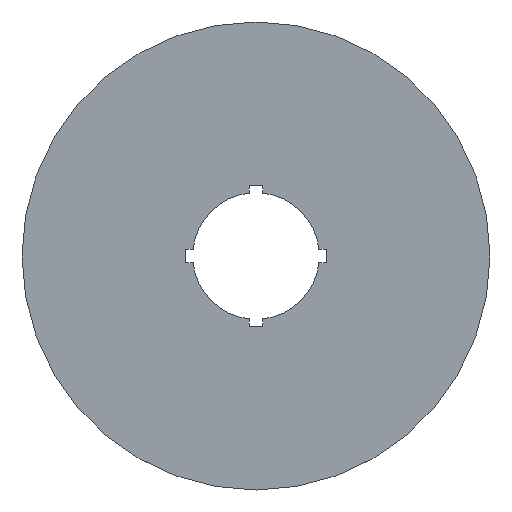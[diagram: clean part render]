
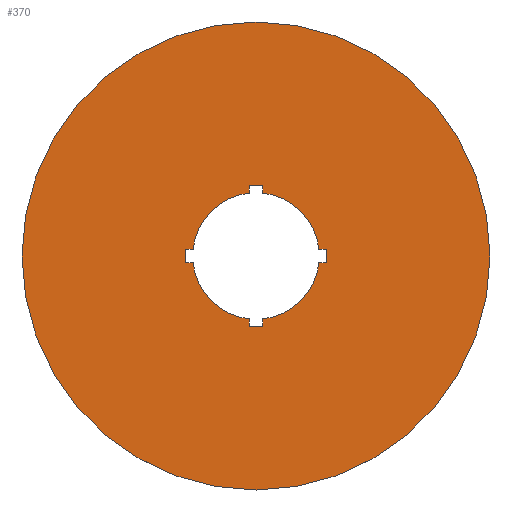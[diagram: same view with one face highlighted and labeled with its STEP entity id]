
A CAD part, top view. The second image highlights one B-rep face of the part: STEP entity #370.
In plain terms, the highlighted planar face has unit normal (0, 0, 1).
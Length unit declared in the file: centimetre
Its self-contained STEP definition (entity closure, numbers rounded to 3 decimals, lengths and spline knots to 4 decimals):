
#17=FACE_BOUND('',#73,.T.);
#19=CIRCLE('',#378,0.81);
#21=CIRCLE('',#384,0.81);
#23=CIRCLE('',#390,0.81);
#25=CIRCLE('',#396,0.81);
#26=CIRCLE('',#398,3.);
#51=FACE_OUTER_BOUND('',#72,.T.);
#72=EDGE_LOOP('',(#321));
#73=EDGE_LOOP('',(#322,#323,#324,#325,#326,#327,#328,#329,#330,#331,#332,
#333,#334,#335,#336,#337));
#76=LINE('',#510,#116);
#80=LINE('',#517,#120);
#83=LINE('',#523,#123);
#87=LINE('',#535,#127);
#90=LINE('',#541,#130);
#93=LINE('',#547,#133);
#97=LINE('',#559,#137);
#100=LINE('',#565,#140);
#103=LINE('',#571,#143);
#107=LINE('',#583,#147);
#110=LINE('',#589,#150);
#113=LINE('',#595,#153);
#116=VECTOR('',#408,0.0945);
#120=VECTOR('',#414,0.17);
#123=VECTOR('',#419,0.0945);
#127=VECTOR('',#431,0.0945);
#130=VECTOR('',#436,0.17);
#133=VECTOR('',#441,0.0945);
#137=VECTOR('',#453,0.0945);
#140=VECTOR('',#458,0.17);
#143=VECTOR('',#463,0.0945);
#147=VECTOR('',#475,0.0945);
#150=VECTOR('',#480,0.17);
#153=VECTOR('',#485,0.0945);
#156=VERTEX_POINT('',#507);
#157=VERTEX_POINT('',#509);
#159=VERTEX_POINT('',#515);
#161=VERTEX_POINT('',#521);
#163=VERTEX_POINT('',#527);
#165=VERTEX_POINT('',#533);
#167=VERTEX_POINT('',#539);
#169=VERTEX_POINT('',#545);
#171=VERTEX_POINT('',#551);
#173=VERTEX_POINT('',#557);
#175=VERTEX_POINT('',#563);
#177=VERTEX_POINT('',#569);
#179=VERTEX_POINT('',#575);
#181=VERTEX_POINT('',#581);
#183=VERTEX_POINT('',#587);
#185=VERTEX_POINT('',#593);
#186=VERTEX_POINT('',#600);
#190=EDGE_CURVE('',#157,#156,#76,.T.);
#194=EDGE_CURVE('',#156,#159,#80,.T.);
#197=EDGE_CURVE('',#159,#161,#83,.T.);
#200=EDGE_CURVE('',#161,#163,#19,.T.);
#203=EDGE_CURVE('',#163,#165,#87,.T.);
#206=EDGE_CURVE('',#165,#167,#90,.T.);
#209=EDGE_CURVE('',#167,#169,#93,.T.);
#212=EDGE_CURVE('',#169,#171,#21,.T.);
#215=EDGE_CURVE('',#171,#173,#97,.T.);
#218=EDGE_CURVE('',#173,#175,#100,.T.);
#221=EDGE_CURVE('',#175,#177,#103,.T.);
#224=EDGE_CURVE('',#177,#179,#23,.T.);
#227=EDGE_CURVE('',#179,#181,#107,.T.);
#230=EDGE_CURVE('',#181,#183,#110,.T.);
#233=EDGE_CURVE('',#183,#185,#113,.T.);
#235=EDGE_CURVE('',#185,#157,#25,.T.);
#236=EDGE_CURVE('',#186,#186,#26,.T.);
#321=ORIENTED_EDGE('',*,*,#236,.T.);
#322=ORIENTED_EDGE('',*,*,#190,.T.);
#323=ORIENTED_EDGE('',*,*,#194,.T.);
#324=ORIENTED_EDGE('',*,*,#197,.T.);
#325=ORIENTED_EDGE('',*,*,#200,.T.);
#326=ORIENTED_EDGE('',*,*,#203,.T.);
#327=ORIENTED_EDGE('',*,*,#206,.T.);
#328=ORIENTED_EDGE('',*,*,#209,.T.);
#329=ORIENTED_EDGE('',*,*,#212,.T.);
#330=ORIENTED_EDGE('',*,*,#215,.T.);
#331=ORIENTED_EDGE('',*,*,#218,.T.);
#332=ORIENTED_EDGE('',*,*,#221,.T.);
#333=ORIENTED_EDGE('',*,*,#224,.T.);
#334=ORIENTED_EDGE('',*,*,#227,.T.);
#335=ORIENTED_EDGE('',*,*,#230,.T.);
#336=ORIENTED_EDGE('',*,*,#233,.T.);
#337=ORIENTED_EDGE('',*,*,#235,.T.);
#351=PLANE('',#401);
#370=ADVANCED_FACE('',(#51,#17),#351,.T.);
#378=AXIS2_PLACEMENT_3D('',#529,#425,#426);
#384=AXIS2_PLACEMENT_3D('',#553,#447,#448);
#390=AXIS2_PLACEMENT_3D('',#577,#469,#470);
#396=AXIS2_PLACEMENT_3D('',#598,#490,#491);
#398=AXIS2_PLACEMENT_3D('',#601,#494,#495);
#401=AXIS2_PLACEMENT_3D('',#605,#500,#501);
#408=DIRECTION('',(0.,1.,0.));
#414=DIRECTION('',(1.,0.,0.));
#419=DIRECTION('',(0.,-1.,0.));
#425=DIRECTION('center_axis',(0.,0.,-1.));
#426=DIRECTION('ref_axis',(0.994,0.105,0.));
#431=DIRECTION('',(1.,0.,0.));
#436=DIRECTION('',(0.,-1.,0.));
#441=DIRECTION('',(-1.,0.,0.));
#447=DIRECTION('center_axis',(0.,0.,-1.));
#448=DIRECTION('ref_axis',(0.105,-0.994,0.));
#453=DIRECTION('',(0.,-1.,0.));
#458=DIRECTION('',(-1.,0.,0.));
#463=DIRECTION('',(0.,1.,0.));
#469=DIRECTION('center_axis',(0.,0.,-1.));
#470=DIRECTION('ref_axis',(-0.994,-0.105,0.));
#475=DIRECTION('',(-1.,0.,0.));
#480=DIRECTION('',(0.,1.,0.));
#485=DIRECTION('',(1.,0.,0.));
#490=DIRECTION('center_axis',(0.,0.,-1.));
#491=DIRECTION('ref_axis',(-0.105,0.994,0.));
#494=DIRECTION('center_axis',(0.,0.,1.));
#495=DIRECTION('ref_axis',(-1.,0.,0.));
#500=DIRECTION('center_axis',(0.,0.,1.));
#501=DIRECTION('ref_axis',(1.,0.,0.));
#507=CARTESIAN_POINT('',(-0.085,0.9,0.03));
#509=CARTESIAN_POINT('',(-0.085,0.8055,0.03));
#510=CARTESIAN_POINT('',(-0.085,0.45,0.03));
#515=CARTESIAN_POINT('',(0.085,0.9,0.03));
#517=CARTESIAN_POINT('',(0.0425,0.9,0.03));
#521=CARTESIAN_POINT('',(0.085,0.8055,0.03));
#523=CARTESIAN_POINT('',(0.085,0.4028,0.03));
#527=CARTESIAN_POINT('',(0.8055,0.085,0.03));
#529=CARTESIAN_POINT('Origin',(0.,0.,0.03));
#533=CARTESIAN_POINT('',(0.9,0.085,0.03));
#535=CARTESIAN_POINT('',(0.45,0.085,0.03));
#539=CARTESIAN_POINT('',(0.9,-0.085,0.03));
#541=CARTESIAN_POINT('',(0.9,-0.0425,0.03));
#545=CARTESIAN_POINT('',(0.8055,-0.085,0.03));
#547=CARTESIAN_POINT('',(0.4028,-0.085,0.03));
#551=CARTESIAN_POINT('',(0.085,-0.8055,0.03));
#553=CARTESIAN_POINT('Origin',(0.,0.,0.03));
#557=CARTESIAN_POINT('',(0.085,-0.9,0.03));
#559=CARTESIAN_POINT('',(0.085,-0.45,0.03));
#563=CARTESIAN_POINT('',(-0.085,-0.9,0.03));
#565=CARTESIAN_POINT('',(-0.0425,-0.9,0.03));
#569=CARTESIAN_POINT('',(-0.085,-0.8055,0.03));
#571=CARTESIAN_POINT('',(-0.085,-0.4028,0.03));
#575=CARTESIAN_POINT('',(-0.8055,-0.085,0.03));
#577=CARTESIAN_POINT('Origin',(0.,0.,0.03));
#581=CARTESIAN_POINT('',(-0.9,-0.085,0.03));
#583=CARTESIAN_POINT('',(-0.45,-0.085,0.03));
#587=CARTESIAN_POINT('',(-0.9,0.085,0.03));
#589=CARTESIAN_POINT('',(-0.9,0.0425,0.03));
#593=CARTESIAN_POINT('',(-0.8055,0.085,0.03));
#595=CARTESIAN_POINT('',(-0.4028,0.085,0.03));
#598=CARTESIAN_POINT('Origin',(0.,0.,0.03));
#600=CARTESIAN_POINT('',(3.,0.,0.03));
#601=CARTESIAN_POINT('Origin',(0.,0.,0.03));
#605=CARTESIAN_POINT('Origin',(0.,0.,
0.03));
